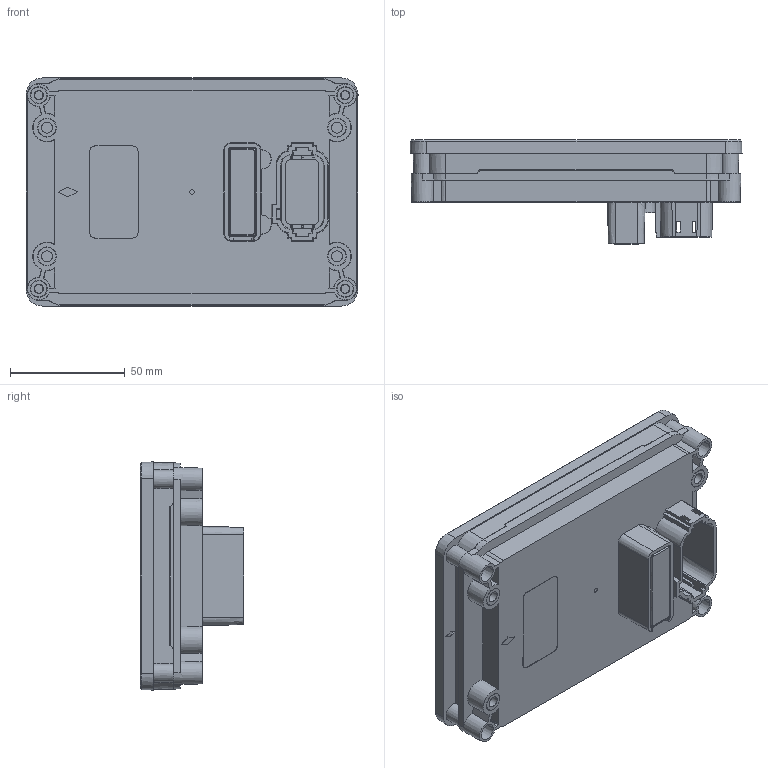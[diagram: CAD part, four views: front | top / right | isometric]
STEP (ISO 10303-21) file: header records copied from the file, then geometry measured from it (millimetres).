
FILE_DESCRIPTION((''),'2;1');
FILE_NAME('ASM0010_ASM','2015-06-01T',('bhughes'),(''),'PRO/ENGINEER BY PARAMETRIC TECHNOLOGY CORPORATION, 2011490','PRO/ENGINEER BY PARAMETRIC TECHNOLOGY CORPORATION, 2011490','');
FILE_SCHEMA(('CONFIG_CONTROL_DESIGN'));
Products named in the file (8): PRT0079; MANIFOLD_SOLID_BREP_30885; MANIFOLD_SOLID_BREP_31024; 3DZ1679-1_ASM; PRT0080; PRT0081; PRT0082; ASM0010_ASM
Assembly tree (10 placements, depth 3):
  ASM0010_ASM
    PRT0079
    3DZ1679-1_ASM
      MANIFOLD_SOLID_BREP_30885
      MANIFOLD_SOLID_BREP_31024
    PRT0080  x4
    PRT0081
    PRT0082
Bounding box: 144.5 x 45.22 x 99.3 mm (x, y, z)
Surface area: 109200 mm2 (no closed solid volume)
Topology: 0 solids, 0 shells, 1136 faces, 6158 edges, 6140 vertices
Faces by surface type: bspline 1110, torus 24, sphere 2
Entity records: 89558 total; most frequent: CARTESIAN_POINT 34585, DIRECTION 8689, TRIMMED_CURVE 7897, VECTOR 7197, LINE 7197, DEFINITIONAL_REPRESENTATION 5980, PCURVE 5980, COMPOSITE_CURVE_SEGMENT 5980
